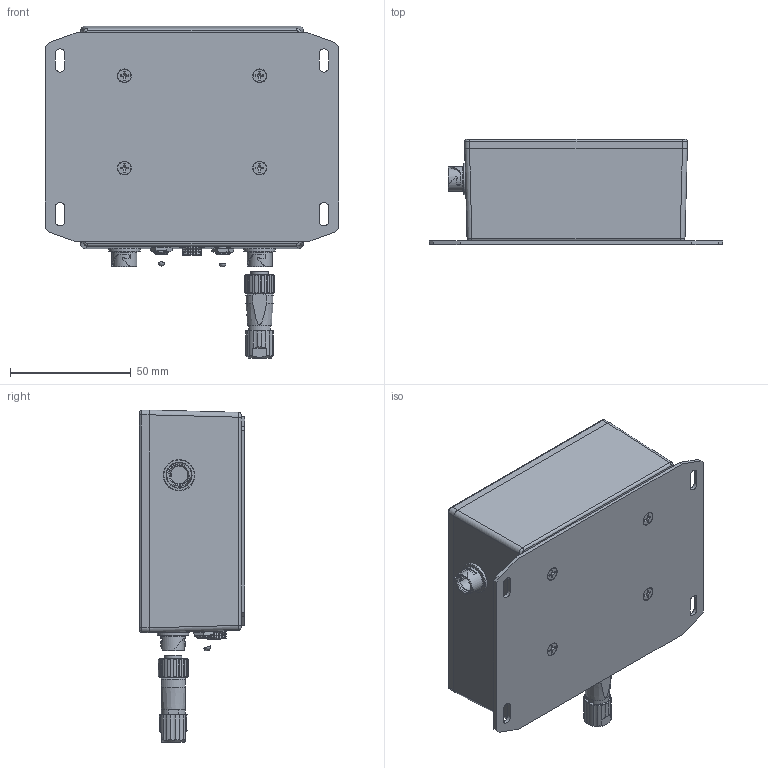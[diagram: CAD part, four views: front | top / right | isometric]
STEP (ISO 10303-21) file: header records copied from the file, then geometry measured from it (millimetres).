
FILE_DESCRIPTION(/* description */ (''),/* implementation_level */ '2;1');
FILE_NAME(/* name */ 'BOSS Ion Pump Interface Assembly v27.step',/* time_stamp */ '2021-02-04T09:04:44-08:00',/* author */ (''),/* organization */ (''),/* preprocessor_version */ 'ST-DEVELOPER v18.1',/* originating_system */ 'Autodesk Translation Framework v9.7.1.1290',/* authorisation */ '');
FILE_SCHEMA (('AUTOMOTIVE_DESIGN { 1 0 10303 214 3 1 1 }'));
Products named in the file (23): BOSS Ion Pump Interface Assembly; 1/4 inch 91771A106_18-8 SS FLAT HEAD PHILLIPS MACHINE SCREW; 3/8 inch 91115A509_18-8 SS FEM THRDED HEX STANDOFF; LF07WBR-6S; Hirose LF07WBR-6P; CUI_DEVICES_PJ-005A; Switch NKK M2011S2S1W01; DEFAULT (7); Switch NKK M2011S2S1W01_1; DEFAULT (7)_1; DEFAULT; DEFAULT (1); DEFAULT (3); DEFAULT (4); DEFAULT (2); DEFAULT (5); DEFAULT (6); 1590YF Modified; 1590Y Box; 1590Y Lid; #64413; 1590Y Flange; LF07WBP-6P
Assembly tree (37 placements, depth 4):
  BOSS Ion Pump Interface Assembly
    1/4 inch 91771A106_18-8 SS FLAT HEAD PHILLIPS MACHINE SCREW  x4
    3/8 inch 91115A509_18-8 SS FEM THRDED HEX STANDOFF  x4
    LF07WBR-6S  x2
    Hirose LF07WBR-6P
    CUI_DEVICES_PJ-005A
    Switch NKK M2011S2S1W01
      DEFAULT (7)
        DEFAULT
        DEFAULT (1)
        DEFAULT (2)  x2
        DEFAULT (3)
        DEFAULT (4)
        DEFAULT (5)
        DEFAULT (6)
    Switch NKK M2011S2S1W01_1
      DEFAULT (7)_1
        DEFAULT
        DEFAULT (1)
        DEFAULT (2)  x2
        DEFAULT (3)
        DEFAULT (4)
        DEFAULT (5)
        DEFAULT (6)
    1590YF Modified
      1590Y Box
      1590Y Lid
      1590Y Flange
    LF07WBP-6P
  #64413
Bounding box: 121.2 x 43.5 x 137.2 mm (x, y, z)
Volume: 108745.7 mm3; surface area: 97037.5 mm2
Topology: 20 solids, 506 shells, 2506 faces, 7793 edges, 5828 vertices
Faces by surface type: plane 1247, cylinder 742, cone 348, bspline 122, torus 37, sphere 10
Full cylindrical faces by diameter (mm): 0.8 x18, 1.1 x18, 1.986 x20, 2 x1, 2.02 x52, 2.053 x2, 2.2 x2, 2.642 x4, 2.845 x84, 3.264 x8, 3.378 x4, 3.9 x4, 4 x4, 4.445 x2, 5.3 x1, 5.367 x4, 5.6 x3, 5.7 x2, 6.5 x3, 6.6 x2, 7.2 x4, 7.25 x1, 7.3 x3, 7.6 x3, 8.204 x1, 8.25 x1, 9 x1, 10.211 x2, 10.3 x3, 10.4 x1
Entity records: 64352 total; most frequent: CARTESIAN_POINT 22608, DIRECTION 8322, ORIENTED_EDGE 7946, EDGE_CURVE 4533, VERTEX_POINT 3281, AXIS2_PLACEMENT_3D 2926, LINE 2470, VECTOR 2470
